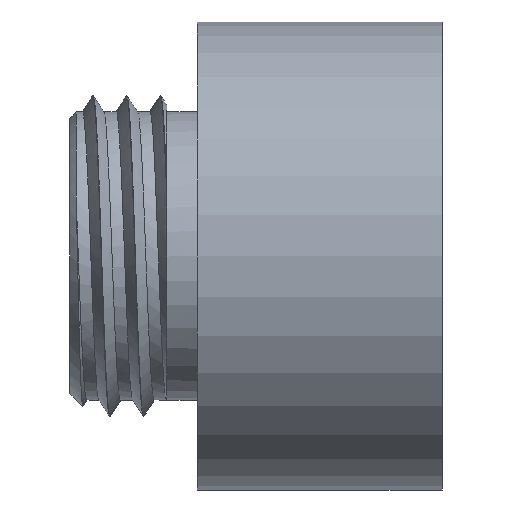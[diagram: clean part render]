
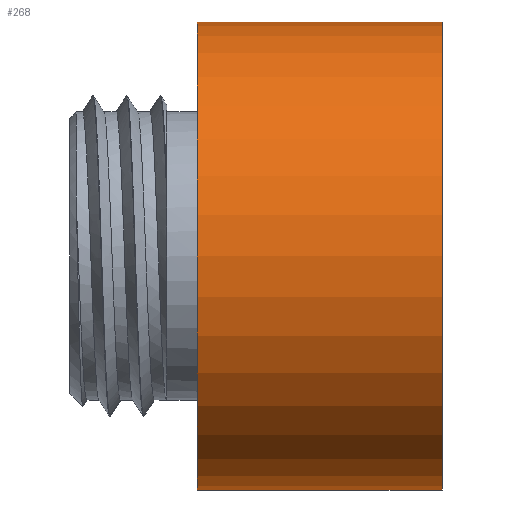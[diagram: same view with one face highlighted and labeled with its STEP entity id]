
A CAD part, front view. The second image highlights one B-rep face of the part: STEP entity #268.
In plain terms, the highlighted cylindrical face has radius 11 mm (diameter 22 mm), a full revolution.
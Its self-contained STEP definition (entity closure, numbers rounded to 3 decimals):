
#46=CYLINDRICAL_SURFACE('',#307,11.);
#56=FACE_BOUND('',#104,.T.);
#75=FACE_OUTER_BOUND('',#103,.T.);
#103=EDGE_LOOP('',(#244));
#104=EDGE_LOOP('',(#245));
#122=CIRCLE('',#306,11.);
#123=CIRCLE('',#308,11.);
#147=VERTEX_POINT('',#1966);
#148=VERTEX_POINT('',#1969);
#180=EDGE_CURVE('',#147,#147,#122,.T.);
#181=EDGE_CURVE('',#148,#148,#123,.T.);
#244=ORIENTED_EDGE('',*,*,#181,.F.);
#245=ORIENTED_EDGE('',*,*,#180,.T.);
#268=ADVANCED_FACE('',(#75,#56),#46,.T.);
#306=AXIS2_PLACEMENT_3D('',#1967,#368,#369);
#307=AXIS2_PLACEMENT_3D('',#1968,#370,#371);
#308=AXIS2_PLACEMENT_3D('',#1970,#372,#373);
#368=DIRECTION('center_axis',(1.,0.,0.));
#369=DIRECTION('ref_axis',(0.,0.,-1.));
#370=DIRECTION('center_axis',(1.,0.,0.));
#371=DIRECTION('ref_axis',(0.,1.,0.));
#372=DIRECTION('center_axis',(1.,0.,0.));
#373=DIRECTION('ref_axis',(0.,0.,-1.));
#1966=CARTESIAN_POINT('',(-11.5,11.,0.));
#1967=CARTESIAN_POINT('Origin',(-11.5,0.,0.));
#1968=CARTESIAN_POINT('Origin',(-5.75,0.,0.));
#1969=CARTESIAN_POINT('',(0.,11.,0.));
#1970=CARTESIAN_POINT('Origin',(0.,0.,0.));
